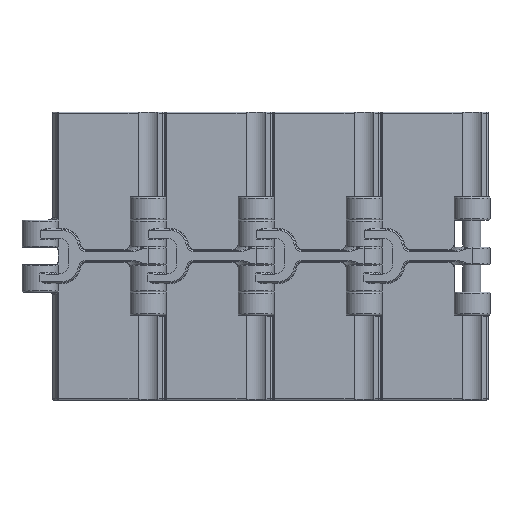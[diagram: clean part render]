
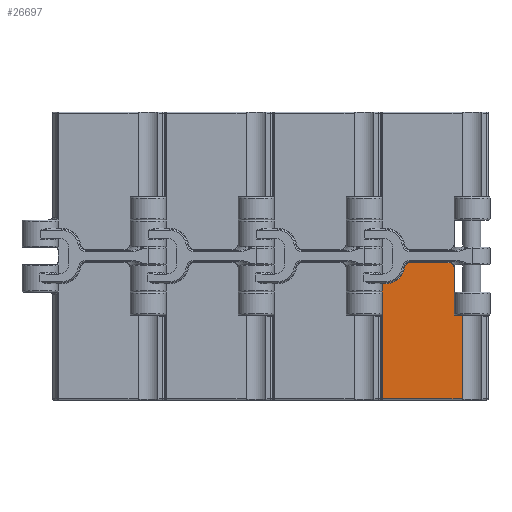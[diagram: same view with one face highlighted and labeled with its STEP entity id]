
A CAD part, front view. The second image highlights one B-rep face of the part: STEP entity #26697.
In plain terms, the highlighted planar face has unit normal (0, -1, 0).
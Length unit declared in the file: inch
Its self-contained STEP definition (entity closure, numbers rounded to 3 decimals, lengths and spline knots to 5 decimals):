
#6505=CARTESIAN_POINT('',(-1.25471,0.13,-0.49592));
#6506=CARTESIAN_POINT('',(-1.24436,0.13,-0.50447));
#6507=CARTESIAN_POINT('',(-1.23844,0.13,-0.51722));
#6508=CARTESIAN_POINT('',(-1.23844,0.13,-0.53));
#6510=CARTESIAN_POINT('',(-1.265,0.13,-0.485));
#6511=DIRECTION('',(0.,1.,0.));
#6512=DIRECTION('',(1.,0.,0.));
#6513=AXIS2_PLACEMENT_3D('',#6510,#6511,#6512);
#6515=DIRECTION('',(0.,0.,-1.));
#6516=VECTOR('',#6515,0.1);
#6517=CARTESIAN_POINT('',(-1.25,0.13,-0.385));
#6518=LINE('',#6517,#6516);
#6519=CARTESIAN_POINT('',(-1.2,0.13,-0.12));
#6520=DIRECTION('',(0.,1.,0.));
#6521=DIRECTION('',(0.988,0.,-0.157));
#6522=AXIS2_PLACEMENT_3D('',#6519,#6520,#6521);
#6524=CARTESIAN_POINT('',(-0.85435,0.13,-0.175));
#6525=DIRECTION('',(0.,-1.,0.));
#6526=DIRECTION('',(0.,0.,1.));
#6527=AXIS2_PLACEMENT_3D('',#6524,#6525,#6526);
#6529=CARTESIAN_POINT('',(-0.33352,0.13,-0.175));
#6530=DIRECTION('',(0.,-1.,0.));
#6531=DIRECTION('',(0.983,0.,0.186));
#6532=AXIS2_PLACEMENT_3D('',#6529,#6530,#6531);
#6534=CARTESIAN_POINT('',(-0.235,0.13,-0.485));
#6535=DIRECTION('',(0.,1.,0.));
#6536=DIRECTION('',(0.,0.,-1.));
#6537=AXIS2_PLACEMENT_3D('',#6534,#6535,#6536);
#6539=CARTESIAN_POINT('',(-0.235,0.13,-0.515));
#6540=DIRECTION('',(0.,1.,0.));
#6541=DIRECTION('',(-1.,0.,0.));
#6542=AXIS2_PLACEMENT_3D('',#6539,#6540,#6541);
#6544=DIRECTION('',(0.,0.,1.));
#6545=VECTOR('',#6544,0.29);
#6546=CARTESIAN_POINT('',(-0.25,0.13,-0.805));
#6547=LINE('',#6546,#6545);
#6548=CARTESIAN_POINT('',(-0.235,0.13,-0.805));
#6549=DIRECTION('',(0.,1.,0.));
#6550=DIRECTION('',(0.,0.,-1.));
#6551=AXIS2_PLACEMENT_3D('',#6548,#6549,#6550);
#6553=DIRECTION('',(-1.,0.,0.));
#6554=VECTOR('',#6553,0.1105);
#6555=CARTESIAN_POINT('',(-0.1245,0.13,-0.82));
#6556=LINE('',#6555,#6554);
#6557=CARTESIAN_POINT('',(-0.13856,0.13,-0.83));
#6558=CARTESIAN_POINT('',(-0.13856,0.13,-0.8286));
#6559=CARTESIAN_POINT('',(-0.13783,0.13,-0.82605));
#6560=CARTESIAN_POINT('',(-0.13465,0.13,-0.82264));
#6561=CARTESIAN_POINT('',(-0.13007,0.13,-0.82053));
#6562=CARTESIAN_POINT('',(-0.12647,0.13,-0.82));
#6563=CARTESIAN_POINT('',(-0.1245,0.13,-0.82));
#6598=DIRECTION('',(0.,0.,1.));
#6599=VECTOR('',#6598,1.455);
#6600=CARTESIAN_POINT('',(-1.23844,0.13,-1.985));
#6601=LINE('',#6600,#6599);
#6616=DIRECTION('',(-1.,0.,0.));
#6617=VECTOR('',#6616,1.09988);
#6618=CARTESIAN_POINT('',(-0.13856,0.13,-1.985));
#6619=LINE('',#6618,#6617);
#6687=DIRECTION('',(0.,0.,-1.));
#6688=VECTOR('',#6687,1.155);
#6689=CARTESIAN_POINT('',(-0.13856,0.13,-0.83));
#6690=LINE('',#6689,#6688);
#7980=DIRECTION('',(0.,0.,-1.));
#7981=VECTOR('',#7980,0.32581);
#7982=CARTESIAN_POINT('',(-0.25,0.13,-0.15919));
#7983=LINE('',#7982,#7981);
#7993=CARTESIAN_POINT('',(-0.25,0.13,-0.15919));
#8609=DIRECTION('',(1.,0.,0.));
#8610=VECTOR('',#8609,0.52083);
#8611=CARTESIAN_POINT('',(-0.85435,0.13,-0.09));
#8612=LINE('',#8611,#8610);
#8661=DIRECTION('',(1.,0.,0.));
#8662=VECTOR('',#8661,0.05);
#8663=CARTESIAN_POINT('',(-1.25,0.13,-0.385));
#8664=LINE('',#8663,#8662);
#10362=CARTESIAN_POINT('',(-0.25,0.13,-0.485));
#10363=VERTEX_POINT('',#10362);
#10364=CARTESIAN_POINT('',(-0.235,0.13,-0.5));
#10365=VERTEX_POINT('',#10364);
#10393=VERTEX_POINT('',#7993);
#10394=VERTEX_POINT('',#6505);
#10395=VERTEX_POINT('',#6508);
#10419=CARTESIAN_POINT('',(-1.25,0.13,-0.485));
#10421=VERTEX_POINT('',#10419);
#10423=CARTESIAN_POINT('',(-1.23844,0.13,-1.985));
#10424=VERTEX_POINT('',#10423);
#10452=CARTESIAN_POINT('',(-0.33352,0.13,-0.09));
#10453=VERTEX_POINT('',#10452);
#10458=CARTESIAN_POINT('',(-0.13856,0.13,-1.985));
#10459=VERTEX_POINT('',#10458);
#10460=CARTESIAN_POINT('',(-1.25,0.13,-0.385));
#10461=VERTEX_POINT('',#10460);
#10463=CARTESIAN_POINT('',(-0.25,0.13,-0.515));
#10464=VERTEX_POINT('',#10463);
#10475=CARTESIAN_POINT('',(-0.85435,0.13,-0.09));
#10476=VERTEX_POINT('',#10475);
#10477=CARTESIAN_POINT('',(-0.13856,0.13,-0.83));
#10478=VERTEX_POINT('',#10477);
#10481=CARTESIAN_POINT('',(-1.2,0.13,-0.385));
#10482=VERTEX_POINT('',#10481);
#10483=CARTESIAN_POINT('',(-0.25,0.13,-0.805));
#10484=VERTEX_POINT('',#10483);
#10497=CARTESIAN_POINT('',(-0.93829,0.13,-0.16164));
#10498=VERTEX_POINT('',#10497);
#10500=VERTEX_POINT('',#6563);
#10501=CARTESIAN_POINT('',(-0.235,0.13,-0.82));
#10502=VERTEX_POINT('',#10501);
#26655=CARTESIAN_POINT('',(-1.25,0.13,-2.));
#26656=DIRECTION('',(0.,-1.,0.));
#26657=DIRECTION('',(0.,0.,-1.));
#26658=AXIS2_PLACEMENT_3D('',#26655,#26656,#26657);
#26659=PLANE('',#26658);
#26661=ORIENTED_EDGE('',*,*,#26660,.F.);
#26663=ORIENTED_EDGE('',*,*,#26662,.F.);
#26665=ORIENTED_EDGE('',*,*,#26664,.F.);
#26667=ORIENTED_EDGE('',*,*,#26666,.T.);
#26669=ORIENTED_EDGE('',*,*,#26668,.F.);
#26671=ORIENTED_EDGE('',*,*,#26670,.F.);
#26673=ORIENTED_EDGE('',*,*,#26672,.T.);
#26675=ORIENTED_EDGE('',*,*,#26674,.F.);
#26677=ORIENTED_EDGE('',*,*,#26676,.T.);
#26678=ORIENTED_EDGE('',*,*,#26640,.F.);
#26680=ORIENTED_EDGE('',*,*,#26679,.F.);
#26682=ORIENTED_EDGE('',*,*,#26681,.F.);
#26684=ORIENTED_EDGE('',*,*,#26683,.F.);
#26686=ORIENTED_EDGE('',*,*,#26685,.F.);
#26688=ORIENTED_EDGE('',*,*,#26687,.F.);
#26690=ORIENTED_EDGE('',*,*,#26689,.T.);
#26692=ORIENTED_EDGE('',*,*,#26691,.T.);
#26694=ORIENTED_EDGE('',*,*,#26693,.T.);
#26695=EDGE_LOOP('',(#26661,#26663,#26665,#26667,#26669,#26671,#26673,#26675,
#26677,#26678,#26680,#26682,#26684,#26686,#26688,#26690,#26692,#26694));
#26696=FACE_OUTER_BOUND('',#26695,.F.);
#6509=B_SPLINE_CURVE_WITH_KNOTS('',3,(#6505,#6506,#6507,#6508),.UNSPECIFIED.,
.F.,.F.,(4,4),(0.,1.),.UNSPECIFIED.);
#6514=CIRCLE('',#6513,0.015);
#6523=CIRCLE('',#6522,0.265);
#6528=CIRCLE('',#6527,0.085);
#6533=CIRCLE('',#6532,0.085);
#6538=CIRCLE('',#6537,0.015);
#6543=CIRCLE('',#6542,0.015);
#6552=CIRCLE('',#6551,0.015);
#6564=B_SPLINE_CURVE_WITH_KNOTS('',3,(#6557,#6558,#6559,#6560,#6561,#6562,
#6563),.UNSPECIFIED.,.F.,.F.,(4,1,1,1,4),(0.,0.25,0.5,0.75,1.),
.UNSPECIFIED.);
#26640=EDGE_CURVE('',#10365,#10363,#6538,.T.);
#26660=EDGE_CURVE('',#10394,#10395,#6509,.T.);
#26662=EDGE_CURVE('',#10421,#10394,#6514,.T.);
#26664=EDGE_CURVE('',#10461,#10421,#6518,.T.);
#26666=EDGE_CURVE('',#10461,#10482,#8664,.T.);
#26668=EDGE_CURVE('',#10498,#10482,#6523,.T.);
#26670=EDGE_CURVE('',#10476,#10498,#6528,.T.);
#26672=EDGE_CURVE('',#10476,#10453,#8612,.T.);
#26674=EDGE_CURVE('',#10393,#10453,#6533,.T.);
#26676=EDGE_CURVE('',#10393,#10363,#7983,.T.);
#26679=EDGE_CURVE('',#10464,#10365,#6543,.T.);
#26681=EDGE_CURVE('',#10484,#10464,#6547,.T.);
#26683=EDGE_CURVE('',#10502,#10484,#6552,.T.);
#26685=EDGE_CURVE('',#10500,#10502,#6556,.T.);
#26687=EDGE_CURVE('',#10478,#10500,#6564,.T.);
#26689=EDGE_CURVE('',#10478,#10459,#6690,.T.);
#26691=EDGE_CURVE('',#10459,#10424,#6619,.T.);
#26693=EDGE_CURVE('',#10424,#10395,#6601,.T.);
#26697=ADVANCED_FACE('',(#26696),#26659,.T.);
